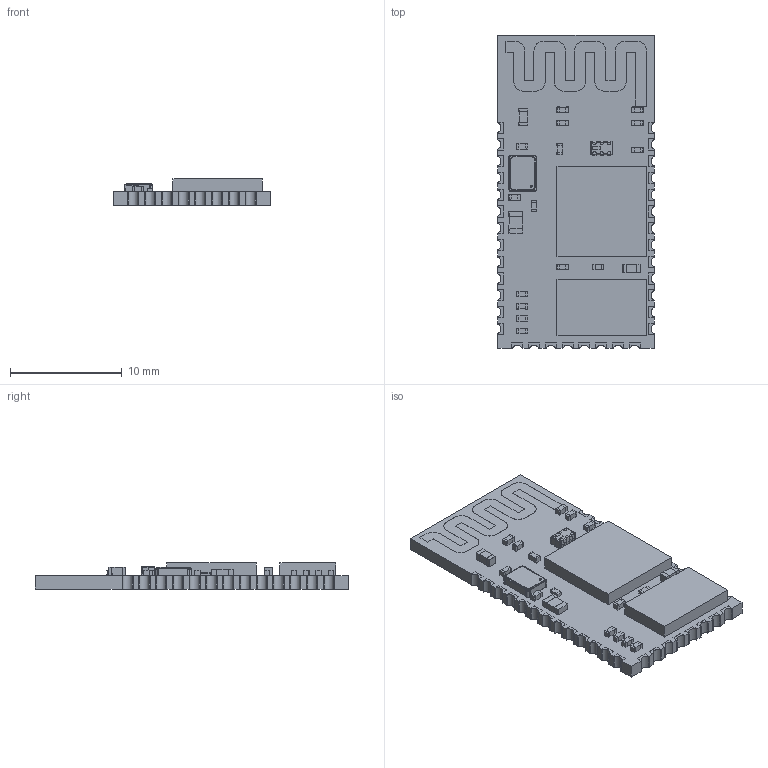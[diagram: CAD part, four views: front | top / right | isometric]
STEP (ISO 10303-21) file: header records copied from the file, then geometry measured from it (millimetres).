
FILE_DESCRIPTION (( 'STEP AP203' ), '1' );
FILE_NAME ('Bluetooth_HC-0X.step_Default_sldprt.STEP', '2020-12-09T15:00:45', ( '' ), ( '' ), 'SwSTEP 2.0', 'SolidWorks 2020', '' );
FILE_SCHEMA (( 'CONFIG_CONTROL_DESIGN' ));
Length unit declared in the file: millimetre
Products named in the file (1): Bluetooth_HC-0X.step_Default_sldprt
Bounding box: 14.02 x 28.01 x 2.35 mm (x, y, z)
Surface area: 1010.4 mm2 (no closed solid volume)
Topology: 0 solids, 15 shells, 1096 faces, 2748 edges, 1686 vertices
Faces by surface type: plane 616, cylinder 454, bspline 18, torus 8
Entity records: 35846 total; most frequent: CARTESIAN_POINT 15460, ORIENTED_EDGE 5460, EDGE_CURVE 2744, B_SPLINE_CURVE_WITH_KNOTS 2734, DIRECTION 2158, VERTEX_POINT 1686, EDGE_LOOP 1128, ADVANCED_FACE 1096
